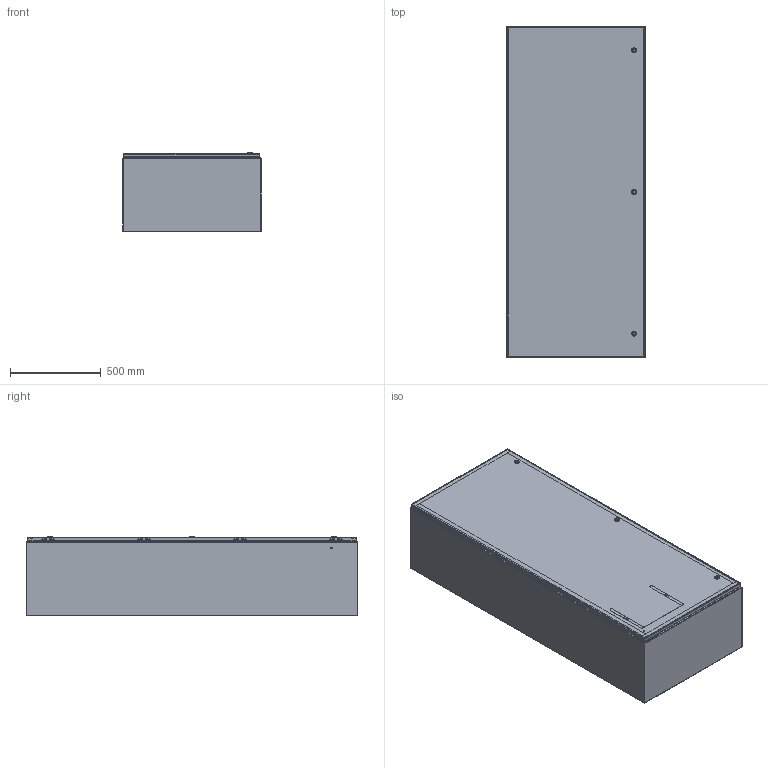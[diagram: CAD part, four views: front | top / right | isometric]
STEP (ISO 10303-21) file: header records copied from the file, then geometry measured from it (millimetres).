
FILE_DESCRIPTION (( 'STEP AP203' ), '1' );
FILE_NAME ('SCE-72EL3016SS6LP.step', '2021-02-09T18:13:50', ( 'ADC123' ), ( 'Microsoft' ), 'SwSTEP 2.0', 'SolidWorks 2019', '' );
FILE_SCHEMA (( 'CONFIG_CONTROL_DESIGN' ));
Products named in the file (1): SCE-72EL3016SS6LP
Bounding box: 762 x 1828.8 x 437.65 mm (x, y, z)
Surface area: 10949948.8 mm2 (no closed solid volume)
Topology: 0 solids, 77 shells, 3644 faces, 9620 edges, 6233 vertices
Faces by surface type: plane 2284, cylinder 923, bspline 320, cone 81, torus 36
Full cylindrical faces by diameter (mm): 3.962 x4, 4.013 x32, 4.216 x8, 4.318 x8, 4.369 x8, 4.582 x1, 4.978 x12, 5 x3, 5.08 x1, 5.156 x8, 5.334 x8, 5.5 x3, 5.639 x8, 6 x3, 6.299 x4, 6.35 x4, 8.433 x6, 9.296 x6, 9.9 x3, 10 x3, 11.112 x4, 12.8 x3, 13.5 x3, 16 x3, 16.1 x3, 19.8 x3, 20 x3, 22 x3, 28 x3
Entity records: 131419 total; most frequent: CARTESIAN_POINT 45266, ORIENTED_EDGE 18457, DIRECTION 16442, EDGE_CURVE 9248, VECTOR 6142, LINE 6142, VERTEX_POINT 6139, AXIS2_PLACEMENT_3D 5150
